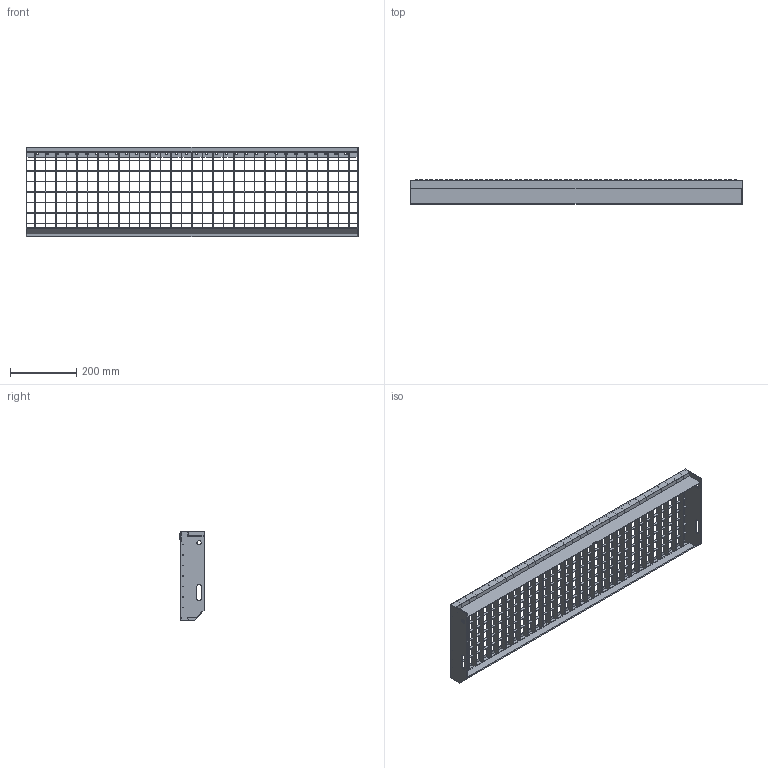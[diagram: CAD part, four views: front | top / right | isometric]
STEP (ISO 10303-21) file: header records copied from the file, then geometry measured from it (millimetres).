
FILE_DESCRIPTION (( 'STEP AP203' ), '1' );
FILE_NAME ('40.1002730.7.step', '2015-10-04T07:11:52', ( '' ), ( '' ), 'SwSTEP 2.0', 'SolidWorks 2015', '' );
FILE_SCHEMA (( 'CONFIG_CONTROL_DESIGN' ));
Length unit declared in the file: millimetre
Products named in the file (1): 40.1002730.7
Bounding box: 1000 x 72.67 x 270 mm (x, y, z)
Volume: 826746.2 mm3; surface area: 961548.7 mm2
Topology: 30 solids, 30 shells, 921 faces, 2327 edges, 1534 vertices
Faces by surface type: plane 562, cylinder 140, cone 130, bspline 89
Entity records: 33346 total; most frequent: CARTESIAN_POINT 10864, ORIENTED_EDGE 4654, DIRECTION 4371, EDGE_CURVE 2327, LINE 1593, VECTOR 1593, VERTEX_POINT 1534, AXIS2_PLACEMENT_3D 1389
